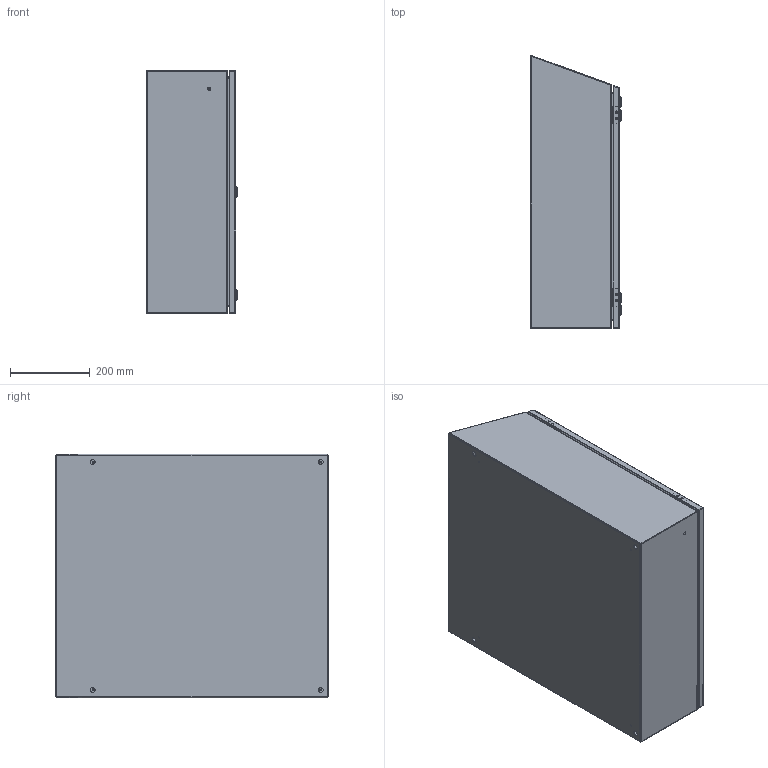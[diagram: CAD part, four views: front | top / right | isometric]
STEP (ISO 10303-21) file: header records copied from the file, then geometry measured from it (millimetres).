
FILE_DESCRIPTION (( 'STEP AP214' ), '1' );
FILE_NAME ('ST242408SS.STEP', '2019-07-15T20:01:25', ( '' ), ( '' ), 'SwSTEP 2.0', 'SolidWorks 2018', '' );
FILE_SCHEMA (( 'AUTOMOTIVE_DESIGN' ));
Length unit declared in the file: inch
Products named in the file (1): ST242408SS
Bounding box: 228.52 x 682.82 x 609.6 mm (x, y, z)
Volume: 2829187.2 mm3; surface area: 3111598.3 mm2
Topology: 39 solids, 40 shells, 1045 faces, 2479 edges, 1558 vertices
Faces by surface type: plane 596, cylinder 309, bspline 84, cone 28, torus 28
Entity records: 46135 total; most frequent: CARTESIAN_POINT 7934, DIRECTION 5011, ORIENTED_EDGE 4934, EDGE_CURVE 2467, AXIS2_PLACEMENT_3D 1720, VECTOR 1571, LINE 1571, VERTEX_POINT 1558
